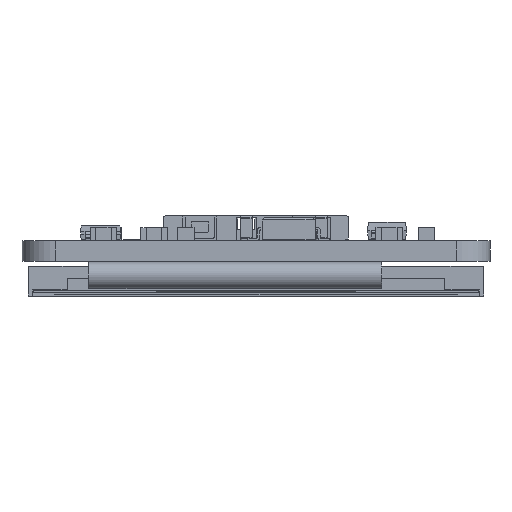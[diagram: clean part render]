
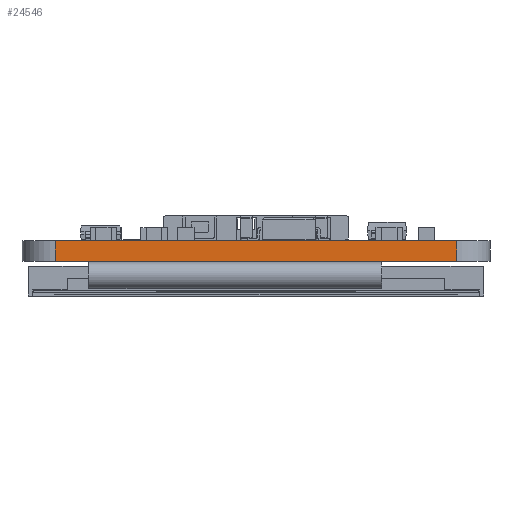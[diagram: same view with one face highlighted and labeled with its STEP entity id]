
A CAD part, front view. The second image highlights one B-rep face of the part: STEP entity #24546.
In plain terms, the highlighted planar face has unit normal (0, -1, 0).
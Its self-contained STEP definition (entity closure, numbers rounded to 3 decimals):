
#319=PLANE('',#25974);
#1288=FACE_OUTER_BOUND('',#2543,.T.);
#2543=EDGE_LOOP('',(#16180,#16181,#16182,#16183));
#3978=LINE('',#34688,#6821);
#3979=LINE('',#34690,#6822);
#3980=LINE('',#34692,#6823);
#3981=LINE('',#34693,#6824);
#6821=VECTOR('',#28045,10.);
#6822=VECTOR('',#28046,10.);
#6823=VECTOR('',#28047,10.);
#6824=VECTOR('',#28048,10.);
#10309=VERTEX_POINT('',#34686);
#10310=VERTEX_POINT('',#34687);
#10311=VERTEX_POINT('',#34689);
#10312=VERTEX_POINT('',#34691);
#12651=EDGE_CURVE('',#10309,#10310,#3978,.T.);
#12652=EDGE_CURVE('',#10310,#10311,#3979,.T.);
#12653=EDGE_CURVE('',#10312,#10311,#3980,.T.);
#12654=EDGE_CURVE('',#10309,#10312,#3981,.T.);
#16180=ORIENTED_EDGE('',*,*,#12651,.T.);
#16181=ORIENTED_EDGE('',*,*,#12652,.T.);
#16182=ORIENTED_EDGE('',*,*,#12653,.F.);
#16183=ORIENTED_EDGE('',*,*,#12654,.F.);
#24546=ADVANCED_FACE('',(#1288),#319,.T.);
#25974=AXIS2_PLACEMENT_3D('',#34685,#28043,#28044);
#28043=DIRECTION('center_axis',(0.,-1.,0.));
#28044=DIRECTION('ref_axis',(1.,0.,0.));
#28045=DIRECTION('',(1.,0.,0.));
#28046=DIRECTION('',(0.,0.,1.));
#28047=DIRECTION('',(1.,0.,0.));
#28048=DIRECTION('',(0.,0.,1.));
#34685=CARTESIAN_POINT('Origin',(2.54,0.,0.));
#34686=CARTESIAN_POINT('',(2.54,0.,0.));
#34687=CARTESIAN_POINT('',(33.02,0.,0.));
#34688=CARTESIAN_POINT('',(2.54,0.,0.));
#34689=CARTESIAN_POINT('',(33.02,0.,1.57));
#34690=CARTESIAN_POINT('',(33.02,0.,0.));
#34691=CARTESIAN_POINT('',(2.54,0.,1.57));
#34692=CARTESIAN_POINT('',(2.54,0.,1.57));
#34693=CARTESIAN_POINT('',(2.54,0.,0.));
